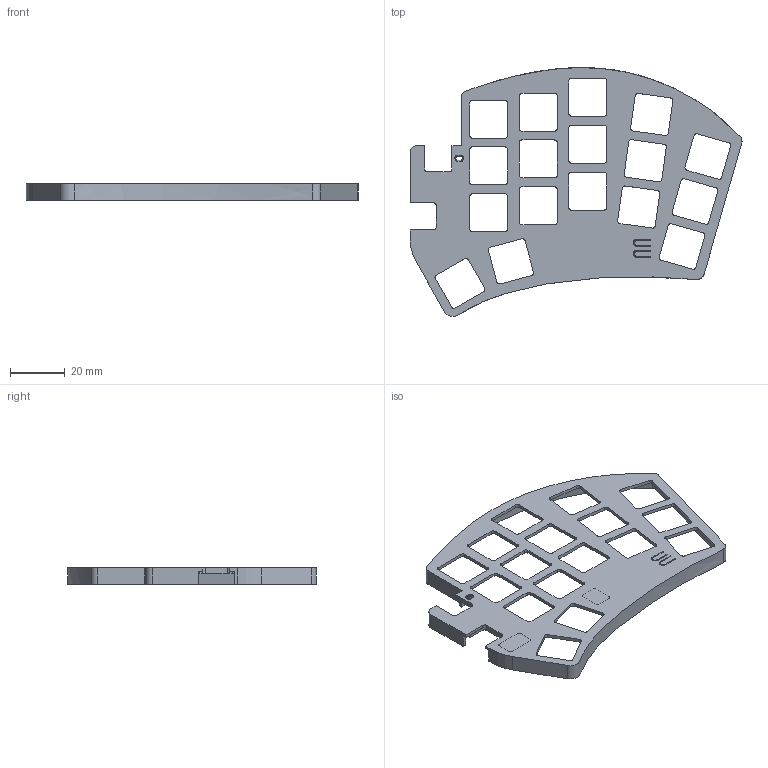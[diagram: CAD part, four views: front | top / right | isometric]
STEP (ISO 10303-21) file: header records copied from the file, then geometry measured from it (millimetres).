
FILE_DESCRIPTION(/* description */ (''),/* implementation_level */ '2;1');
FILE_NAME(/* name */ 'top_right_closed.step',/* time_stamp */ '2025-11-24T00:02:03+09:00',/* author */ (''),/* organization */ (''),/* preprocessor_version */ 'ST-DEVELOPER v20.1',/* originating_system */ 'Autodesk Translation Framework v14.21.0.0',/* authorisation */ '');
FILE_SCHEMA (('AUTOMOTIVE_DESIGN { 1 0 10303 214 3 1 1 }'));
Length unit declared in the file: millimetre
Products named in the file (1): top_right_closed
Bounding box: 120.74 x 90.5 x 5.98 mm (x, y, z)
Volume: 8852 mm3; surface area: 15044.3 mm2
Topology: 1 solids, 1 shells, 523 faces, 1489 edges, 989 vertices
Faces by surface type: plane 273, cylinder 217, bspline 33
Full cylindrical faces by diameter (mm): 1.85 x4
Entity records: 18624 total; most frequent: CARTESIAN_POINT 4646, ORIENTED_EDGE 2978, DIRECTION 2856, EDGE_CURVE 1489, VERTEX_POINT 989, LINE 982, VECTOR 982, AXIS2_PLACEMENT_3D 937
